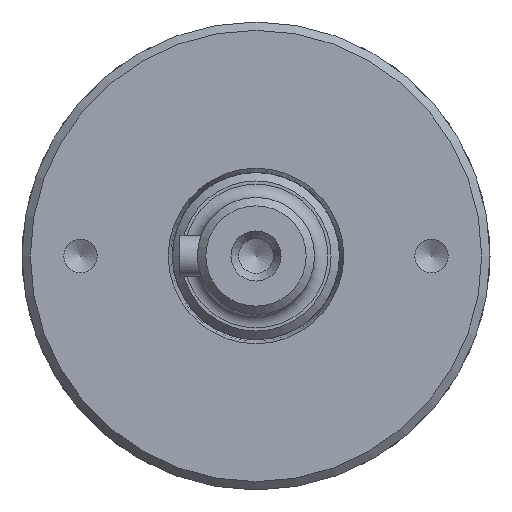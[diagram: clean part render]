
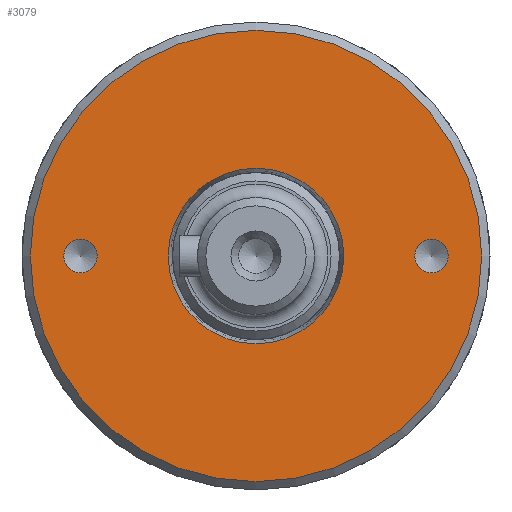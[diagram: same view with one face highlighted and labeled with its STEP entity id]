
A CAD part, left-side view. The second image highlights one B-rep face of the part: STEP entity #3079.
In plain terms, the highlighted planar face has unit normal (-1, 0, 0).
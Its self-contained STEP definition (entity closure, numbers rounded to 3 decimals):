
#256=FACE_BOUND('',#1082,.T.);
#257=FACE_BOUND('',#1083,.T.);
#258=FACE_BOUND('',#1084,.T.);
#897=FACE_OUTER_BOUND('',#1081,.T.);
#1081=EDGE_LOOP('',(#2682,#2683));
#1082=EDGE_LOOP('',(#2684,#2685));
#1083=EDGE_LOOP('',(#2686,#2687));
#1084=EDGE_LOOP('',(#2688,#2689));
#1230=CIRCLE('',#3363,27.);
#1231=CIRCLE('',#3364,27.);
#1232=CIRCLE('',#3366,2.);
#1233=CIRCLE('',#3367,2.);
#1234=CIRCLE('',#3368,2.);
#1235=CIRCLE('',#3369,2.);
#1236=CIRCLE('',#3370,10.5);
#1237=CIRCLE('',#3371,10.5);
#1528=VERTEX_POINT('',#5214);
#1529=VERTEX_POINT('',#5216);
#1530=VERTEX_POINT('',#5220);
#1531=VERTEX_POINT('',#5221);
#1532=VERTEX_POINT('',#5224);
#1533=VERTEX_POINT('',#5225);
#1534=VERTEX_POINT('',#5228);
#1535=VERTEX_POINT('',#5229);
#1923=EDGE_CURVE('',#1528,#1529,#1230,.T.);
#1924=EDGE_CURVE('',#1529,#1528,#1231,.T.);
#1925=EDGE_CURVE('',#1530,#1531,#1232,.T.);
#1926=EDGE_CURVE('',#1531,#1530,#1233,.T.);
#1927=EDGE_CURVE('',#1532,#1533,#1234,.T.);
#1928=EDGE_CURVE('',#1533,#1532,#1235,.T.);
#1929=EDGE_CURVE('',#1534,#1535,#1236,.T.);
#1930=EDGE_CURVE('',#1535,#1534,#1237,.T.);
#2682=ORIENTED_EDGE('',*,*,#1924,.F.);
#2683=ORIENTED_EDGE('',*,*,#1923,.F.);
#2684=ORIENTED_EDGE('',*,*,#1925,.T.);
#2685=ORIENTED_EDGE('',*,*,#1926,.T.);
#2686=ORIENTED_EDGE('',*,*,#1927,.T.);
#2687=ORIENTED_EDGE('',*,*,#1928,.T.);
#2688=ORIENTED_EDGE('',*,*,#1929,.T.);
#2689=ORIENTED_EDGE('',*,*,#1930,.T.);
#2939=PLANE('',#3365);
#3079=ADVANCED_FACE('',(#897,#256,#257,#258),#2939,.T.);
#3363=AXIS2_PLACEMENT_3D('',#5217,#4131,#4132);
#3364=AXIS2_PLACEMENT_3D('',#5218,#4133,#4134);
#3365=AXIS2_PLACEMENT_3D('',#5219,#4135,#4136);
#3366=AXIS2_PLACEMENT_3D('',#5222,#4137,#4138);
#3367=AXIS2_PLACEMENT_3D('',#5223,#4139,#4140);
#3368=AXIS2_PLACEMENT_3D('',#5226,#4141,#4142);
#3369=AXIS2_PLACEMENT_3D('',#5227,#4143,#4144);
#3370=AXIS2_PLACEMENT_3D('',#5230,#4145,#4146);
#3371=AXIS2_PLACEMENT_3D('',#5231,#4147,#4148);
#4131=DIRECTION('center_axis',(1.,0.,0.));
#4132=DIRECTION('ref_axis',(0.,-1.,0.));
#4133=DIRECTION('center_axis',(1.,0.,0.));
#4134=DIRECTION('ref_axis',(0.,-1.,0.));
#4135=DIRECTION('center_axis',(-1.,0.,0.));
#4136=DIRECTION('ref_axis',(0.,0.,
-1.));
#4137=DIRECTION('center_axis',(1.,0.,0.));
#4138=DIRECTION('ref_axis',(0.,0.,
-1.));
#4139=DIRECTION('center_axis',(1.,0.,0.));
#4140=DIRECTION('ref_axis',(0.,0.,
-1.));
#4141=DIRECTION('center_axis',(1.,0.,0.));
#4142=DIRECTION('ref_axis',(0.,0.,
-1.));
#4143=DIRECTION('center_axis',(1.,0.,0.));
#4144=DIRECTION('ref_axis',(0.,0.,
-1.));
#4145=DIRECTION('center_axis',(1.,0.,0.));
#4146=DIRECTION('ref_axis',(0.,-1.,0.));
#4147=DIRECTION('center_axis',(1.,0.,0.));
#4148=DIRECTION('ref_axis',(0.,-1.,0.));
#5214=CARTESIAN_POINT('',(-101.2,27.,0.));
#5216=CARTESIAN_POINT('',(-101.2,-27.,0.));
#5217=CARTESIAN_POINT('Origin',(-101.2,0.,0.));
#5218=CARTESIAN_POINT('Origin',(-101.2,0.,0.));
#5219=CARTESIAN_POINT('Origin',(-101.2,-18.75,0.));
#5220=CARTESIAN_POINT('',(-101.2,-21.,-2.));
#5221=CARTESIAN_POINT('',(-101.2,-21.,2.));
#5222=CARTESIAN_POINT('Origin',(-101.2,-21.,0.));
#5223=CARTESIAN_POINT('Origin',(-101.2,-21.,0.));
#5224=CARTESIAN_POINT('',(-101.2,21.,-2.));
#5225=CARTESIAN_POINT('',(-101.2,21.,2.));
#5226=CARTESIAN_POINT('Origin',(-101.2,21.,0.));
#5227=CARTESIAN_POINT('Origin',(-101.2,21.,0.));
#5228=CARTESIAN_POINT('',(-101.2,-10.5,0.));
#5229=CARTESIAN_POINT('',(-101.2,10.5,0.));
#5230=CARTESIAN_POINT('Origin',(-101.2,0.,0.));
#5231=CARTESIAN_POINT('Origin',(-101.2,0.,0.));
